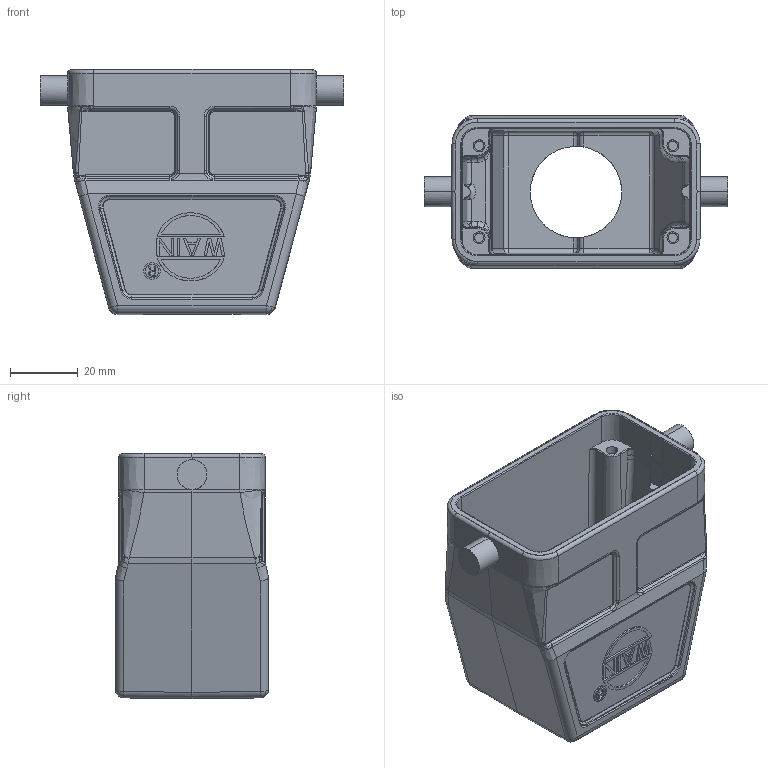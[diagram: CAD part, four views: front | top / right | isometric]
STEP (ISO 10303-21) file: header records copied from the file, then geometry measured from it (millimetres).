
FILE_DESCRIPTION(/* description */ (''),/* implementation_level */ '2;1');
FILE_NAME(/* name */ '3D_1240104155011_HV10B-TEH-2B-PG21_V1.1.stp',/* time_stamp */ '2023-12-21T08:59:23+08:00',/* author */ (''),/* organization */ (''),/* preprocessor_version */ 'ST-DEVELOPER v18.1',/* originating_system */ 'SIEMENS PLM Software NX 1980',/* authorisation */ '');
FILE_SCHEMA (('AUTOMOTIVE_DESIGN { 1 0 10303 214 3 1 1 1 }'));
Length unit declared in the file: millimetre
Products named in the file (1): 14593A18C68Azsfc
Bounding box: 89.2 x 45 x 72.1 mm (x, y, z)
Volume: 61181.3 mm3; surface area: 32440.6 mm2
Topology: 1 solids, 1 shells, 736 faces, 1792 edges, 1078 vertices
Faces by surface type: plane 284, cylinder 207, torus 97, bspline 62, cone 54, sphere 24, extrusion 8
Full cylindrical faces by diameter (mm): 26.9 x1
Entity records: 25895 total; most frequent: CARTESIAN_POINT 10159, ORIENTED_EDGE 3546, DIRECTION 2788, EDGE_CURVE 1773, VERTEX_POINT 1077, AXIS2_PLACEMENT_3D 1002, VECTOR 784, EDGE_LOOP 776
